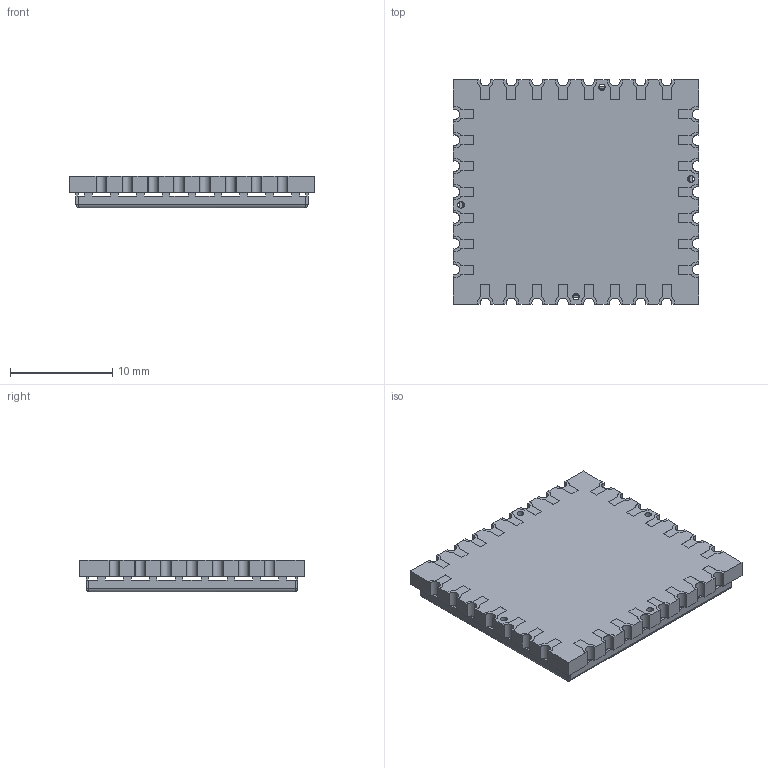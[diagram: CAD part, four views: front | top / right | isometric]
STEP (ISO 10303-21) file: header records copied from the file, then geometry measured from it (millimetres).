
FILE_DESCRIPTION(/* description */ (''),/* implementation_level */ '2;1');
FILE_NAME(/* name */ 'vn100_smd.step',/* time_stamp */ '2021-10-15T22:37:39-07:00',/* author */ (''),/* organization */ (''),/* preprocessor_version */ 'ST-DEVELOPER v18.1',/* originating_system */ 'Autodesk Translation Framework v10.10.0.1391',/* authorisation */ '');
FILE_SCHEMA (('AUTOMOTIVE_DESIGN { 1 0 10303 214 3 1 1 }'));
Length unit declared in the file: inch
Products named in the file (3): vn100_smd; vn100_pcb; vn100_shield
Assembly tree (2 placements, depth 2):
  vn100_smd
    vn100_pcb
    vn100_shield
Bounding box: 24 x 22 x 3.1 mm (x, y, z)
Volume: 917.5 mm3; surface area: 2356.5 mm2
Topology: 2 solids, 2 shells, 759 faces, 2158 edges, 1428 vertices
Faces by surface type: plane 536, cylinder 155, bspline 68
Full cylindrical faces by diameter (mm): 0.635 x4
Entity records: 25789 total; most frequent: CARTESIAN_POINT 5718, ORIENTED_EDGE 4316, DIRECTION 3812, EDGE_CURVE 2158, LINE 1728, VECTOR 1728, VERTEX_POINT 1428, AXIS2_PLACEMENT_3D 1042
